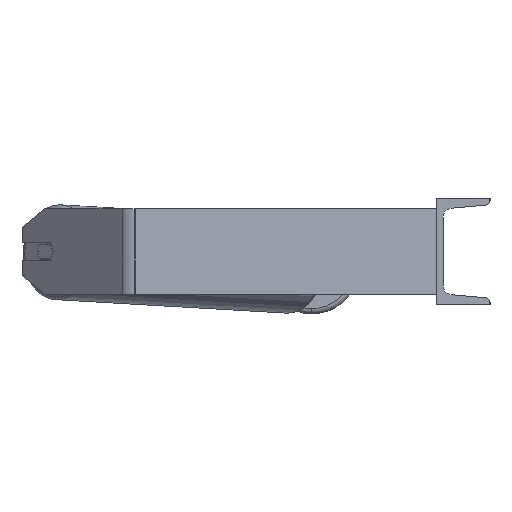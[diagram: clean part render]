
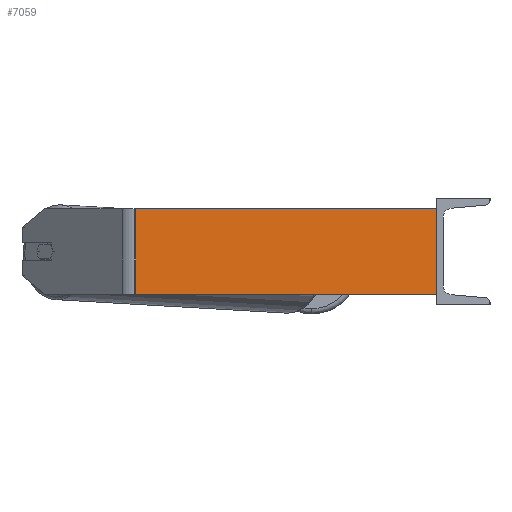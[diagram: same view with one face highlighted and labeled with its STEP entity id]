
A CAD part, left-side view. The second image highlights one B-rep face of the part: STEP entity #7059.
In plain terms, the highlighted planar face has unit normal (-0.996, -0.087, 0).
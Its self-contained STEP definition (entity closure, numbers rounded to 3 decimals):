
#93 = VECTOR ( 'NONE', #9124, 1000. ) ;
#116 = AXIS2_PLACEMENT_3D ( 'NONE', #7748, #6267, #4291 ) ;
#627 = CARTESIAN_POINT ( 'NONE',  ( -485., 0., -40. ) ) ;
#752 = CARTESIAN_POINT ( 'NONE',  ( -509.663, 281.9, -40. ) ) ;
#865 = EDGE_CURVE ( 'NONE', #8286, #9013, #5081, .T. ) ;
#954 = DIRECTION ( 'NONE',  ( 0.087, -0.996, 0. ) ) ;
#1006 = LINE ( 'NONE', #7271, #3943 ) ;
#1224 = ORIENTED_EDGE ( 'NONE', *, *, #865, .T. ) ;
#1319 = CARTESIAN_POINT ( 'NONE',  ( -485., 0., 40. ) ) ;
#1478 = PLANE ( 'NONE',  #116 ) ;
#1736 = CARTESIAN_POINT ( 'NONE',  ( -509.663, 281.9, 40. ) ) ;
#1777 = DIRECTION ( 'NONE',  ( 0., 0., -1. ) ) ;
#2071 = ORIENTED_EDGE ( 'NONE', *, *, #5900, .F. ) ;
#2273 = VECTOR ( 'NONE', #3789, 1000. ) ;
#3680 = LINE ( 'NONE', #4240, #93 ) ;
#3789 = DIRECTION ( 'NONE',  ( 0.087, -0.996, 0. ) ) ;
#3943 = VECTOR ( 'NONE', #954, 1000. ) ;
#4240 = CARTESIAN_POINT ( 'NONE',  ( -485., 0., 40. ) ) ;
#4291 = DIRECTION ( 'NONE',  ( -0.087, 0.996, 0. ) ) ;
#4772 = LINE ( 'NONE', #1736, #7795 ) ;
#4817 = CARTESIAN_POINT ( 'NONE',  ( -509.663, 281.9, 40. ) ) ;
#5081 = LINE ( 'NONE', #7282, #2273 ) ;
#5097 = EDGE_LOOP ( 'NONE', ( #1224, #2071, #5437, #5358 ) ) ;
#5358 = ORIENTED_EDGE ( 'NONE', *, *, #7252, .T. ) ;
#5437 = ORIENTED_EDGE ( 'NONE', *, *, #5647, .F. ) ;
#5647 = EDGE_CURVE ( 'NONE', #7614, #9129, #1006, .T. ) ;
#5900 = EDGE_CURVE ( 'NONE', #9129, #9013, #3680, .T. ) ;
#6219 = FACE_OUTER_BOUND ( 'NONE', #5097, .T. ) ;
#6267 = DIRECTION ( 'NONE',  ( 0.996, 0.087, 0. ) ) ;
#7059 = ADVANCED_FACE ( 'NONE', ( #6219 ), #1478, .F. ) ;
#7252 = EDGE_CURVE ( 'NONE', #7614, #8286, #4772, .T. ) ;
#7271 = CARTESIAN_POINT ( 'NONE',  ( -510.313, 289.333, 40. ) ) ;
#7282 = CARTESIAN_POINT ( 'NONE',  ( -510.313, 289.333, -40. ) ) ;
#7614 = VERTEX_POINT ( 'NONE', #4817 ) ;
#7748 = CARTESIAN_POINT ( 'NONE',  ( -510.313, 289.333, 40. ) ) ;
#7795 = VECTOR ( 'NONE', #1777, 1000. ) ;
#8286 = VERTEX_POINT ( 'NONE', #752 ) ;
#9013 = VERTEX_POINT ( 'NONE', #627 ) ;
#9124 = DIRECTION ( 'NONE',  ( 0., 0., -1. ) ) ;
#9129 = VERTEX_POINT ( 'NONE', #1319 ) ;
